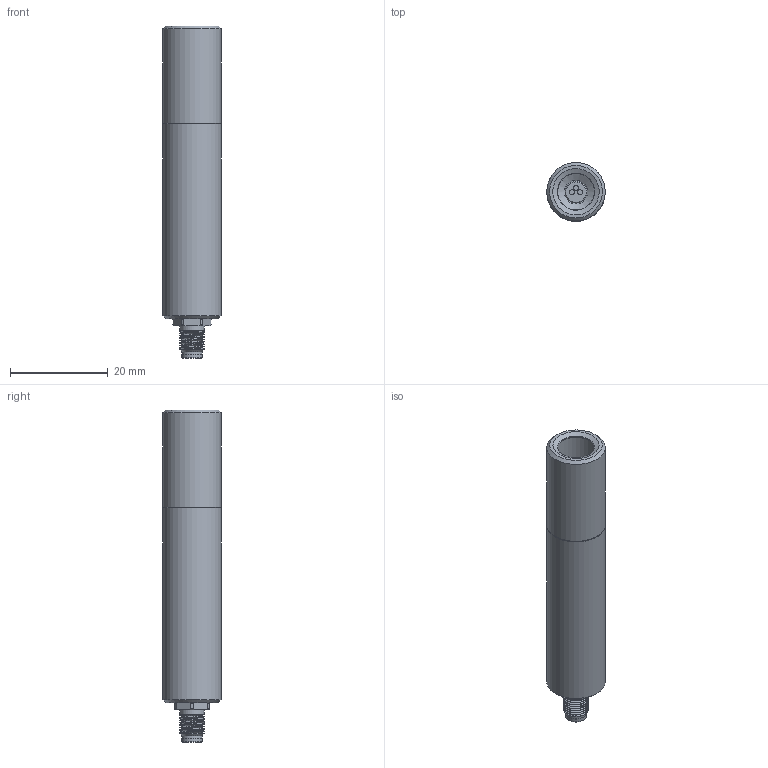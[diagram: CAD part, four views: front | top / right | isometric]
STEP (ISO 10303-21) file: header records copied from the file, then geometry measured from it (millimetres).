
FILE_DESCRIPTION(/* description */ (''),/* implementation_level */ '2;1');
FILE_SCHEMA (('AUTOMOTIVE_DESIGN { 1 0 10303 214 3 1 1 }'));
Length unit declared in the file: millimetre
Products named in the file (4): lwpro12; front; back; m5-3p_realthread
Assembly tree (3 placements, depth 2):
  lwpro12
    front
    back
    m5-3p_realthread
Bounding box: 12 x 12 x 68.1 mm (x, y, z)
Volume: 2423 mm3; surface area: 4891 mm2
Topology: 4 solids, 4 shells, 109 faces, 267 edges, 176 vertices
Faces by surface type: cylinder 40, cone 26, plane 24, torus 9, bspline 6, sphere 4
Full cylindrical faces by diameter (mm): 0.4 x3, 1 x3, 3.5 x1, 4.2 x2, 4.259 x2, 4.3 x1, 4.459 x1, 5 x11, 7.5 x1, 10 x2, 10.65 x2, 10.75 x1, 12 x2
Entity records: 7265 total; most frequent: CARTESIAN_POINT 4497, DIRECTION 556, ORIENTED_EDGE 528, EDGE_CURVE 264, AXIS2_PLACEMENT_3D 242, VERTEX_POINT 176, CIRCLE 131, EDGE_LOOP 128
